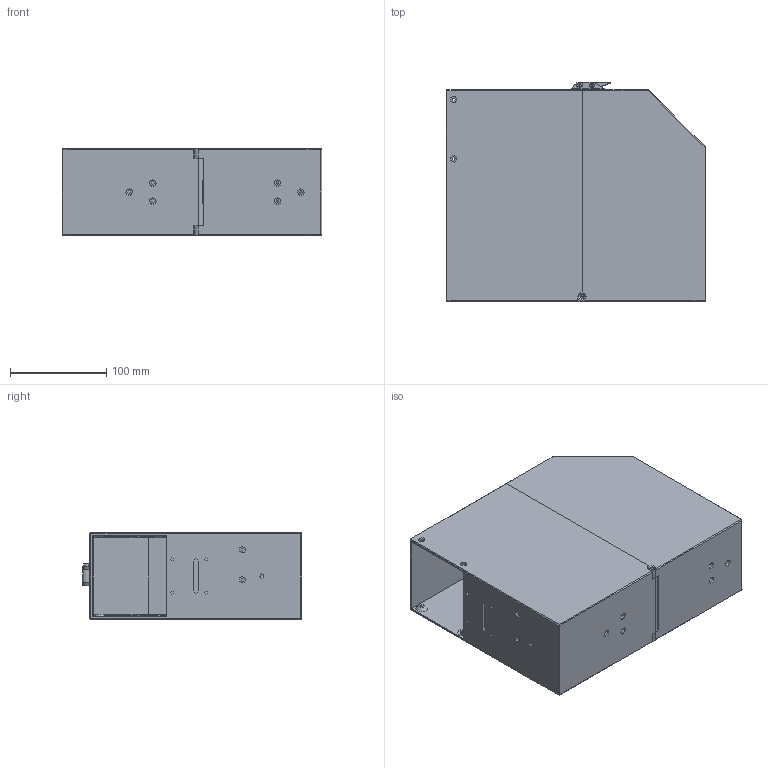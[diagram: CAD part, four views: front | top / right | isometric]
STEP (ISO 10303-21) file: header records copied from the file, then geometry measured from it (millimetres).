
FILE_DESCRIPTION(/* description */ (''),/* implementation_level */ '2;1');
FILE_NAME(/* name */ 'Split_Cassette_Bottom_Hinge v2.step',/* time_stamp */ '2024-06-19T00:25:54-07:00',/* author */ (''),/* organization */ (''),/* preprocessor_version */ 'ST-DEVELOPER v20',/* originating_system */ 'Autodesk Translation Framework v13.14.0.145',/* authorisation */ '');
FILE_SCHEMA (('AUTOMOTIVE_DESIGN { 1 0 10303 214 3 1 1 }'));
Length unit declared in the file: millimetre
Products named in the file (3): Split_Cassette_Bottom_Hinge; Latch; M3x20 SHCS
Assembly tree (5 placements, depth 3):
  Split_Cassette_Bottom_Hinge
    M3x20 SHCS  x2
    Latch
      M3x20 SHCS  x2
Bounding box: 270.08 x 228 x 90 mm (x, y, z)
Volume: 510171.7 mm3; surface area: 398210.7 mm2
Topology: 7 solids, 7 shells, 427 faces, 1013 edges, 630 vertices
Faces by surface type: plane 246, cylinder 107, cone 59, torus 6, sphere 5, bspline 4
Full cylindrical faces by diameter (mm): 2.75 x1, 2.9 x2, 2.95 x4, 3 x8, 3.25 x16, 3.35 x1, 4.65 x2, 5.5 x4, 5.75 x14, 7 x2
Entity records: 10998 total; most frequent: CARTESIAN_POINT 2108, DIRECTION 1909, ORIENTED_EDGE 1742, EDGE_CURVE 871, AXIS2_PLACEMENT_3D 682, VERTEX_POINT 546, LINE 545, VECTOR 545
